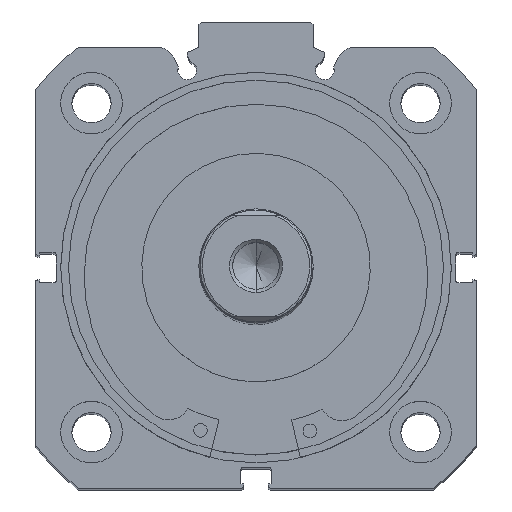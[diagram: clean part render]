
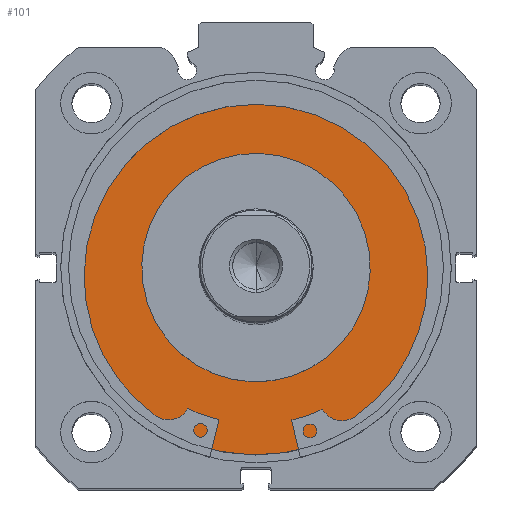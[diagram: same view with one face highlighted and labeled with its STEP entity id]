
A CAD part, top view. The second image highlights one B-rep face of the part: STEP entity #101.
In plain terms, the highlighted face is planar.
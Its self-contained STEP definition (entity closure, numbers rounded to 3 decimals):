
#101 = ADVANCED_FACE ( 'NONE', ( #6338, #6380 ), #934, .F. ) ;
#387 = AXIS2_PLACEMENT_3D ( 'NONE', #926, #935, #936 ) ;
#582 = AXIS2_PLACEMENT_3D ( 'NONE', #1705, #1706, #1707 ) ;
#689 = AXIS2_PLACEMENT_3D ( 'NONE', #3295, #3301, #3302 ) ;
#698 = AXIS2_PLACEMENT_3D ( 'NONE', #3334, #3346, #3347 ) ;
#747 = AXIS2_PLACEMENT_3D ( 'NONE', #3621, #3646, #3647 ) ;
#926 = CARTESIAN_POINT ( 'NONE',  ( 4., 41., 0. ) ) ;
#934 = PLANE ( 'NONE',  #387 ) ;
#935 = DIRECTION ( 'NONE',  ( 1., 0., 0. ) ) ;
#936 = DIRECTION ( 'NONE',  ( 0., 0., -1. ) ) ;
#1705 = CARTESIAN_POINT ( 'NONE',  ( 4., 0., 0. ) ) ;
#1706 = DIRECTION ( 'NONE',  ( -1., 0., 0. ) ) ;
#1707 = DIRECTION ( 'NONE',  ( 0., 0., 1. ) ) ;
#2387 = CIRCLE ( 'NONE', #582, 41. ) ;
#2706 = CIRCLE ( 'NONE', #689, 41. ) ;
#2734 = CIRCLE ( 'NONE', #698, 25. ) ;
#2885 = CIRCLE ( 'NONE', #747, 25. ) ;
#3295 = CARTESIAN_POINT ( 'NONE',  ( 4., 0., 0. ) ) ;
#3301 = DIRECTION ( 'NONE',  ( -1., 0., 0. ) ) ;
#3302 = DIRECTION ( 'NONE',  ( 0., 0., 1. ) ) ;
#3334 = CARTESIAN_POINT ( 'NONE',  ( 4., 0., 0. ) ) ;
#3346 = DIRECTION ( 'NONE',  ( -1., 0., 0. ) ) ;
#3347 = DIRECTION ( 'NONE',  ( 0., 0., 1. ) ) ;
#3621 = CARTESIAN_POINT ( 'NONE',  ( 4., 0., 0. ) ) ;
#3646 = DIRECTION ( 'NONE',  ( -1., 0., 0. ) ) ;
#3647 = DIRECTION ( 'NONE',  ( 0., 0., 1. ) ) ;
#3965 = CARTESIAN_POINT ( 'NONE',  ( 4., 0., 25. ) ) ;
#4010 = CARTESIAN_POINT ( 'NONE',  ( 4., 0., 41. ) ) ;
#4223 = CARTESIAN_POINT ( 'NONE',  ( 4., 0., -25. ) ) ;
#4275 = CARTESIAN_POINT ( 'NONE',  ( 4., 0., -41. ) ) ;
#5181 = ORIENTED_EDGE ( 'NONE', *, *, #5791, .T. ) ;
#5182 = ORIENTED_EDGE ( 'NONE', *, *, #5566, .T. ) ;
#5183 = ORIENTED_EDGE ( 'NONE', *, *, #5912, .F. ) ;
#5184 = ORIENTED_EDGE ( 'NONE', *, *, #5809, .F. ) ;
#5460 = EDGE_LOOP ( 'NONE', ( #5184, #5183 ) ) ;
#5467 = EDGE_LOOP ( 'NONE', ( #5182, #5181 ) ) ;
#5566 = EDGE_CURVE ( 'NONE', #6798, #7066, #2387, .T. ) ;
#5791 = EDGE_CURVE ( 'NONE', #7066, #6798, #2706, .T. ) ;
#5809 = EDGE_CURVE ( 'NONE', #6752, #7011, #2734, .T. ) ;
#5912 = EDGE_CURVE ( 'NONE', #7011, #6752, #2885, .T. ) ;
#6338 = FACE_BOUND ( 'NONE', #5460, .T. ) ;
#6380 = FACE_OUTER_BOUND ( 'NONE', #5467, .T. ) ;
#6752 = VERTEX_POINT ( 'NONE', #3965 ) ;
#6798 = VERTEX_POINT ( 'NONE', #4010 ) ;
#7011 = VERTEX_POINT ( 'NONE', #4223 ) ;
#7066 = VERTEX_POINT ( 'NONE', #4275 ) ;
